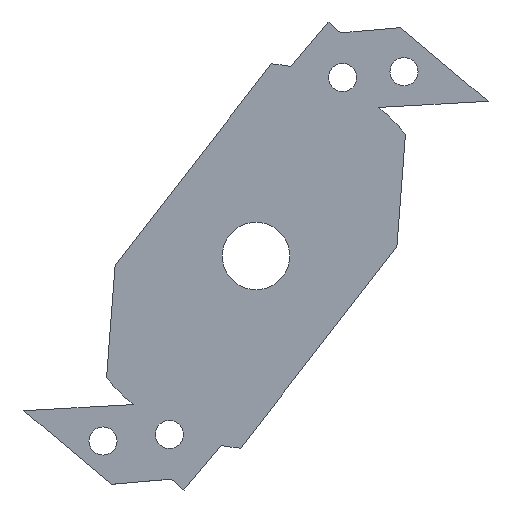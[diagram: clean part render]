
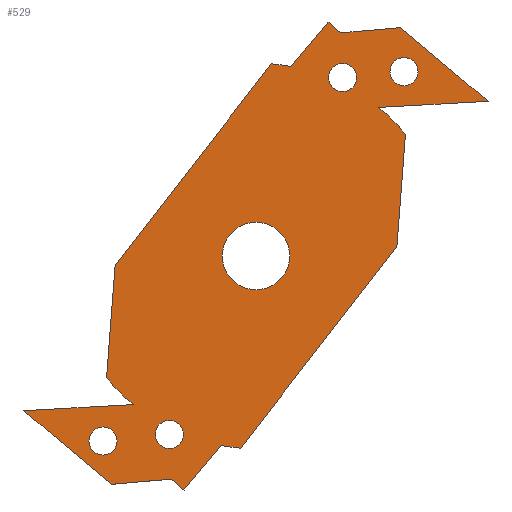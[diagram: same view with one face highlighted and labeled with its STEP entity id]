
A CAD part, left-side view. The second image highlights one B-rep face of the part: STEP entity #529.
In plain terms, the highlighted planar face has unit normal (-1, 0, 0).
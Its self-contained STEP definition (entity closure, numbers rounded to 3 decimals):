
#21=FACE_BOUND('',#100,.T.);
#22=FACE_BOUND('',#101,.T.);
#23=FACE_BOUND('',#102,.T.);
#24=FACE_BOUND('',#103,.T.);
#25=FACE_BOUND('',#104,.T.);
#39=PLANE('',#590);
#66=FACE_OUTER_BOUND('',#99,.T.);
#99=EDGE_LOOP('',(#461,#462,#463,#464,#465,#466,#467,#468,#469,#470,#471,
#472,#473,#474,#475,#476,#477,#478));
#100=EDGE_LOOP('',(#479));
#101=EDGE_LOOP('',(#480));
#102=EDGE_LOOP('',(#481));
#103=EDGE_LOOP('',(#482));
#104=EDGE_LOOP('',(#483));
#112=LINE('',#770,#164);
#116=LINE('',#779,#168);
#123=LINE('',#805,#175);
#128=LINE('',#816,#180);
#131=LINE('',#824,#183);
#134=LINE('',#830,#186);
#145=LINE('',#855,#197);
#148=LINE('',#863,#200);
#150=LINE('',#867,#202);
#154=LINE('',#879,#206);
#156=LINE('',#882,#208);
#157=LINE('',#884,#209);
#158=LINE('',#885,#210);
#159=LINE('',#886,#211);
#164=VECTOR('',#626,10.);
#168=VECTOR('',#632,10.);
#175=VECTOR('',#657,10.);
#180=VECTOR('',#664,10.);
#183=VECTOR('',#673,10.);
#186=VECTOR('',#678,10.);
#197=VECTOR('',#699,10.);
#200=VECTOR('',#708,10.);
#202=VECTOR('',#712,10.);
#206=VECTOR('',#726,10.);
#208=VECTOR('',#730,10.);
#209=VECTOR('',#733,10.);
#210=VECTOR('',#734,10.);
#211=VECTOR('',#735,10.);
#213=CIRCLE('',#549,1.666);
#215=CIRCLE('',#552,1.666);
#217=CIRCLE('',#555,1.666);
#219=CIRCLE('',#558,1.666);
#220=CIRCLE('',#562,22.847);
#225=CIRCLE('',#572,4.);
#229=CIRCLE('',#581,22.847);
#230=CIRCLE('',#585,22.847);
#231=CIRCLE('',#587,22.847);
#233=VERTEX_POINT('',#746);
#235=VERTEX_POINT('',#752);
#237=VERTEX_POINT('',#758);
#239=VERTEX_POINT('',#764);
#240=VERTEX_POINT('',#768);
#241=VERTEX_POINT('',#769);
#244=VERTEX_POINT('',#777);
#245=VERTEX_POINT('',#778);
#248=VERTEX_POINT('',#786);
#249=VERTEX_POINT('',#787);
#255=VERTEX_POINT('',#804);
#259=VERTEX_POINT('',#813);
#260=VERTEX_POINT('',#815);
#261=VERTEX_POINT('',#819);
#262=VERTEX_POINT('',#823);
#264=VERTEX_POINT('',#829);
#273=VERTEX_POINT('',#854);
#274=VERTEX_POINT('',#858);
#275=VERTEX_POINT('',#862);
#276=VERTEX_POINT('',#866);
#277=VERTEX_POINT('',#870);
#278=VERTEX_POINT('',#874);
#279=VERTEX_POINT('',#878);
#282=EDGE_CURVE('',#233,#233,#213,.T.);
#285=EDGE_CURVE('',#235,#235,#215,.T.);
#288=EDGE_CURVE('',#237,#237,#217,.T.);
#291=EDGE_CURVE('',#239,#239,#219,.T.);
#292=EDGE_CURVE('',#240,#241,#112,.T.);
#296=EDGE_CURVE('',#244,#245,#116,.T.);
#300=EDGE_CURVE('',#248,#249,#220,.T.);
#308=EDGE_CURVE('',#241,#255,#123,.T.);
#313=EDGE_CURVE('',#260,#259,#128,.F.);
#316=EDGE_CURVE('',#261,#261,#225,.T.);
#317=EDGE_CURVE('',#255,#262,#131,.T.);
#320=EDGE_CURVE('',#249,#264,#134,.T.);
#334=EDGE_CURVE('',#262,#273,#145,.T.);
#336=EDGE_CURVE('',#244,#274,#229,.T.);
#338=EDGE_CURVE('',#275,#248,#148,.T.);
#340=EDGE_CURVE('',#276,#275,#150,.T.);
#342=EDGE_CURVE('',#277,#276,#230,.T.);
#344=EDGE_CURVE('',#278,#273,#231,.T.);
#346=EDGE_CURVE('',#279,#278,#154,.T.);
#348=EDGE_CURVE('',#274,#279,#156,.T.);
#349=EDGE_CURVE('',#277,#240,#157,.T.);
#350=EDGE_CURVE('',#245,#260,#158,.T.);
#351=EDGE_CURVE('',#259,#264,#159,.T.);
#461=ORIENTED_EDGE('',*,*,#349,.T.);
#462=ORIENTED_EDGE('',*,*,#292,.T.);
#463=ORIENTED_EDGE('',*,*,#308,.T.);
#464=ORIENTED_EDGE('',*,*,#317,.T.);
#465=ORIENTED_EDGE('',*,*,#334,.T.);
#466=ORIENTED_EDGE('',*,*,#344,.F.);
#467=ORIENTED_EDGE('',*,*,#346,.F.);
#468=ORIENTED_EDGE('',*,*,#348,.F.);
#469=ORIENTED_EDGE('',*,*,#336,.F.);
#470=ORIENTED_EDGE('',*,*,#296,.T.);
#471=ORIENTED_EDGE('',*,*,#350,.T.);
#472=ORIENTED_EDGE('',*,*,#313,.T.);
#473=ORIENTED_EDGE('',*,*,#351,.T.);
#474=ORIENTED_EDGE('',*,*,#320,.F.);
#475=ORIENTED_EDGE('',*,*,#300,.F.);
#476=ORIENTED_EDGE('',*,*,#338,.F.);
#477=ORIENTED_EDGE('',*,*,#340,.F.);
#478=ORIENTED_EDGE('',*,*,#342,.F.);
#479=ORIENTED_EDGE('',*,*,#282,.T.);
#480=ORIENTED_EDGE('',*,*,#285,.T.);
#481=ORIENTED_EDGE('',*,*,#288,.T.);
#482=ORIENTED_EDGE('',*,*,#291,.T.);
#483=ORIENTED_EDGE('',*,*,#316,.F.);
#529=ADVANCED_FACE('',(#66,#21,#22,#23,#24,#25),#39,.F.);
#549=AXIS2_PLACEMENT_3D('',#748,#601,#602);
#552=AXIS2_PLACEMENT_3D('',#754,#608,#609);
#555=AXIS2_PLACEMENT_3D('',#760,#615,#616);
#558=AXIS2_PLACEMENT_3D('',#766,#622,#623);
#562=AXIS2_PLACEMENT_3D('',#788,#638,#639);
#572=AXIS2_PLACEMENT_3D('',#821,#669,#670);
#581=AXIS2_PLACEMENT_3D('',#859,#703,#704);
#585=AXIS2_PLACEMENT_3D('',#871,#716,#717);
#587=AXIS2_PLACEMENT_3D('',#875,#721,#722);
#590=AXIS2_PLACEMENT_3D('',#883,#731,#732);
#601=DIRECTION('center_axis',(1.,0.,0.));
#602=DIRECTION('ref_axis',(0.,1.,0.));
#608=DIRECTION('center_axis',(1.,0.,0.));
#609=DIRECTION('ref_axis',(0.,1.,0.));
#615=DIRECTION('center_axis',(1.,0.,0.));
#616=DIRECTION('ref_axis',(0.,1.,0.));
#622=DIRECTION('center_axis',(1.,0.,0.));
#623=DIRECTION('ref_axis',(0.,1.,0.));
#626=DIRECTION('',(0.,0.766,0.643));
#632=DIRECTION('',(0.,0.998,-0.056));
#638=DIRECTION('center_axis',(1.,0.,0.));
#639=DIRECTION('ref_axis',(0.,1.,0.));
#657=DIRECTION('',(0.,0.996,-0.087));
#664=DIRECTION('',(0.,0.996,-0.088));
#669=DIRECTION('center_axis',(-1.,0.,0.));
#670=DIRECTION('ref_axis',(0.,1.,0.));
#673=DIRECTION('',(0.,0.766,0.643));
#678=DIRECTION('',(0.,0.643,-0.766));
#699=DIRECTION('',(0.,0.643,-0.766));
#703=DIRECTION('center_axis',(1.,0.,0.));
#704=DIRECTION('ref_axis',(0.,1.,0.));
#708=DIRECTION('',(0.,0.613,-0.79));
#712=DIRECTION('',(0.,0.076,-0.997));
#716=DIRECTION('center_axis',(1.,0.,0.));
#717=DIRECTION('ref_axis',(0.,1.,0.));
#721=DIRECTION('center_axis',(1.,0.,0.));
#722=DIRECTION('ref_axis',(0.,1.,0.));
#726=DIRECTION('',(0.,-0.613,0.79));
#730=DIRECTION('',(0.,-0.076,0.997));
#731=DIRECTION('center_axis',(1.,0.,0.));
#732=DIRECTION('ref_axis',(0.,1.,0.));
#733=DIRECTION('',(0.,-0.998,0.056));
#734=DIRECTION('',(0.,-0.766,-0.643));
#735=DIRECTION('',(0.,-0.766,-0.643));
#746=CARTESIAN_POINT('',(944.,2.607,12.848));
#748=CARTESIAN_POINT('Origin',(944.,4.273,12.848));
#752=CARTESIAN_POINT('',(944.,10.464,12.07));
#754=CARTESIAN_POINT('Origin',(944.,12.13,12.07));
#758=CARTESIAN_POINT('',(944.,-25.206,55.847));
#760=CARTESIAN_POINT('Origin',(944.,-23.54,55.847));
#764=CARTESIAN_POINT('',(944.,-17.939,55.152));
#766=CARTESIAN_POINT('Origin',(944.,-16.273,55.152));
#768=CARTESIAN_POINT('',(944.,-33.512,52.333));
#769=CARTESIAN_POINT('',(944.,-23.108,61.063));
#770=CARTESIAN_POINT('',(944.,-22.836,61.291));
#777=CARTESIAN_POINT('',(944.,8.561,16.394));
#778=CARTESIAN_POINT('',(944.,21.512,15.667));
#779=CARTESIAN_POINT('',(944.,7.286,16.465));
#786=CARTESIAN_POINT('',(944.,-4.179,11.225));
#787=CARTESIAN_POINT('',(944.,-1.882,11.527));
#788=CARTESIAN_POINT('Origin',(944.,-6.,34.));
#804=CARTESIAN_POINT('',(944.,-16.063,60.447));
#805=CARTESIAN_POINT('',(944.,-11.683,60.064));
#813=CARTESIAN_POINT('',(944.,4.067,7.556));
#815=CARTESIAN_POINT('',(944.,11.108,6.937));
#816=CARTESIAN_POINT('',(944.,-0.324,7.945));
#819=CARTESIAN_POINT('',(944.,-10.,34.));
#821=CARTESIAN_POINT('Origin',(944.,-6.,34.));
#823=CARTESIAN_POINT('',(944.,-14.531,61.733));
#824=CARTESIAN_POINT('',(944.,-19.622,57.461));
#829=CARTESIAN_POINT('',(944.,2.534,6.272));
#830=CARTESIAN_POINT('',(944.,-7.887,18.684));
#854=CARTESIAN_POINT('',(944.,-10.118,56.473));
#855=CARTESIAN_POINT('',(944.,-4.113,49.316));
#858=CARTESIAN_POINT('',(944.,11.711,19.567));
#859=CARTESIAN_POINT('Origin',(944.,-6.,34.));
#862=CARTESIAN_POINT('',(944.,-22.7,35.12));
#863=CARTESIAN_POINT('',(944.,-21.745,33.889));
#866=CARTESIAN_POINT('',(944.,-23.711,48.433));
#867=CARTESIAN_POINT('',(944.,-22.863,37.261));
#870=CARTESIAN_POINT('',(944.,-20.561,51.606));
#871=CARTESIAN_POINT('Origin',(944.,-6.,34.));
#874=CARTESIAN_POINT('',(944.,-7.821,56.775));
#875=CARTESIAN_POINT('Origin',(944.,-6.,34.));
#878=CARTESIAN_POINT('',(944.,10.7,32.88));
#879=CARTESIAN_POINT('',(944.,9.745,34.111));
#882=CARTESIAN_POINT('',(944.,10.863,30.739));
#883=CARTESIAN_POINT('Origin',(944.,-6.,34.));
#884=CARTESIAN_POINT('',(944.,-19.286,51.535));
#885=CARTESIAN_POINT('',(944.,10.836,6.709));
#886=CARTESIAN_POINT('',(944.,7.622,10.539));
